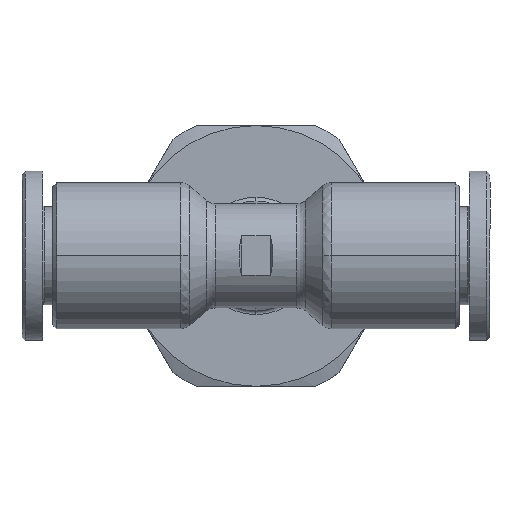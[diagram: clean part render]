
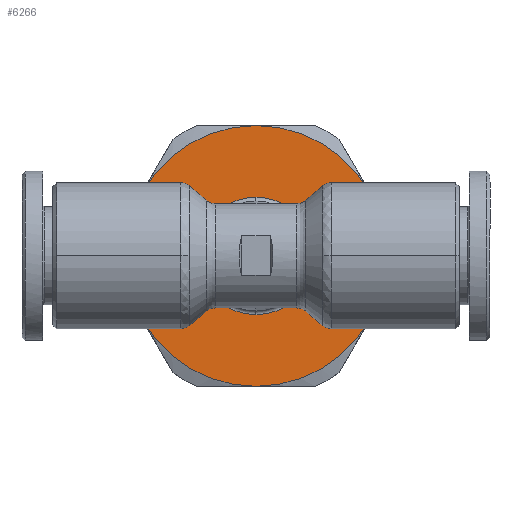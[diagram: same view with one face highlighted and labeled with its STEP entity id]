
A CAD part, top view. The second image highlights one B-rep face of the part: STEP entity #6266.
In plain terms, the highlighted planar face has unit normal (0, 0, 1).
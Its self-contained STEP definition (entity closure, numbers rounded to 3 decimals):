
#112 = VERTEX_POINT ( 'NONE', #19483 ) ;
#736 = EDGE_CURVE ( 'NONE', #11316, #13238, #9821, .T. ) ;
#868 = VERTEX_POINT ( 'NONE', #10995 ) ;
#977 = EDGE_CURVE ( 'NONE', #14797, #5720, #14507, .T. ) ;
#1126 = AXIS2_PLACEMENT_3D ( 'NONE', #8958, #13632, #12173 ) ;
#2109 = DIRECTION ( 'NONE',  ( -1., 0., 0. ) ) ;
#2304 = AXIS2_PLACEMENT_3D ( 'NONE', #9036, #3014, #12126 ) ;
#2395 = CIRCLE ( 'NONE', #16314, 4.501 ) ;
#2559 = CARTESIAN_POINT ( 'NONE',  ( 9.942, -5., -8.116 ) ) ;
#3014 = DIRECTION ( 'NONE',  ( 0., 0., -1. ) ) ;
#3044 = AXIS2_PLACEMENT_3D ( 'NONE', #5613, #11450, #15964 ) ;
#3128 = EDGE_CURVE ( 'NONE', #13238, #15041, #8670, .T. ) ;
#3679 = CARTESIAN_POINT ( 'NONE',  ( 1.282, 0., -8.116 ) ) ;
#3747 = DIRECTION ( 'NONE',  ( 0., 0., 1. ) ) ;
#4064 = DIRECTION ( 'NONE',  ( 0., 1., 0. ) ) ;
#4580 = CIRCLE ( 'NONE', #3044, 10. ) ;
#4617 = CARTESIAN_POINT ( 'NONE',  ( -7.378, 5., -8.116 ) ) ;
#5031 = DIRECTION ( 'NONE',  ( 0., 1., 0. ) ) ;
#5220 = EDGE_CURVE ( 'NONE', #5720, #112, #4580, .T. ) ;
#5613 = CARTESIAN_POINT ( 'NONE',  ( 1.282, 0., -8.116 ) ) ;
#5620 = ORIENTED_EDGE ( 'NONE', *, *, #6271, .F. ) ;
#5720 = VERTEX_POINT ( 'NONE', #2559 ) ;
#6266 = ADVANCED_FACE ( 'NONE', ( #11641, #12791 ), #17338, .F. ) ;
#6271 = EDGE_CURVE ( 'NONE', #12578, #868, #2395, .T. ) ;
#6466 = CARTESIAN_POINT ( 'NONE',  ( 9.942, 5., -8.116 ) ) ;
#6582 = AXIS2_PLACEMENT_3D ( 'NONE', #11428, #18949, #2109 ) ;
#6647 = ORIENTED_EDGE ( 'NONE', *, *, #736, .F. ) ;
#6786 = DIRECTION ( 'NONE',  ( 0., 1., 0. ) ) ;
#7063 = ORIENTED_EDGE ( 'NONE', *, *, #5220, .F. ) ;
#7781 = AXIS2_PLACEMENT_3D ( 'NONE', #14538, #19126, #4064 ) ;
#7911 = ORIENTED_EDGE ( 'NONE', *, *, #3128, .F. ) ;
#8152 = AXIS2_PLACEMENT_3D ( 'NONE', #16024, #17569, #14596 ) ;
#8670 = CIRCLE ( 'NONE', #16931, 10. ) ;
#8958 = CARTESIAN_POINT ( 'NONE',  ( 1.282, 0., -8.116 ) ) ;
#9036 = CARTESIAN_POINT ( 'NONE',  ( 1.282, 0., -8.116 ) ) ;
#9509 = EDGE_LOOP ( 'NONE', ( #5620, #18677 ) ) ;
#9821 = CIRCLE ( 'NONE', #1126, 10. ) ;
#9944 = CIRCLE ( 'NONE', #7781, 10. ) ;
#10236 = EDGE_CURVE ( 'NONE', #112, #11316, #9944, .T. ) ;
#10481 = EDGE_CURVE ( 'NONE', #868, #12578, #19388, .T. ) ;
#10780 = EDGE_LOOP ( 'NONE', ( #6647, #17771, #7063, #16823, #18899, #7911 ) ) ;
#10995 = CARTESIAN_POINT ( 'NONE',  ( 1.282, -4.501, -8.116 ) ) ;
#11316 = VERTEX_POINT ( 'NONE', #12128 ) ;
#11428 = CARTESIAN_POINT ( 'NONE',  ( 1.282, 0., -8.116 ) ) ;
#11450 = DIRECTION ( 'NONE',  ( 0., 0., -1. ) ) ;
#11641 = FACE_BOUND ( 'NONE', #9509, .T. ) ;
#11984 = DIRECTION ( 'NONE',  ( 0., 0., -1. ) ) ;
#11988 = AXIS2_PLACEMENT_3D ( 'NONE', #14072, #13941, #5031 ) ;
#12126 = DIRECTION ( 'NONE',  ( 0., 1., 0. ) ) ;
#12128 = CARTESIAN_POINT ( 'NONE',  ( -7.378, -5., -8.116 ) ) ;
#12173 = DIRECTION ( 'NONE',  ( 0., 1., 0. ) ) ;
#12578 = VERTEX_POINT ( 'NONE', #14749 ) ;
#12791 = FACE_OUTER_BOUND ( 'NONE', #10780, .T. ) ;
#13238 = VERTEX_POINT ( 'NONE', #4617 ) ;
#13632 = DIRECTION ( 'NONE',  ( 0., 0., -1. ) ) ;
#13941 = DIRECTION ( 'NONE',  ( 0., 0., -1. ) ) ;
#14072 = CARTESIAN_POINT ( 'NONE',  ( 1.282, 0., -8.116 ) ) ;
#14507 = CIRCLE ( 'NONE', #11988, 10. ) ;
#14538 = CARTESIAN_POINT ( 'NONE',  ( 1.282, 0., -8.116 ) ) ;
#14596 = DIRECTION ( 'NONE',  ( 0., 1., 0. ) ) ;
#14603 = CIRCLE ( 'NONE', #2304, 10. ) ;
#14749 = CARTESIAN_POINT ( 'NONE',  ( 1.282, 4.501, -8.116 ) ) ;
#14797 = VERTEX_POINT ( 'NONE', #6466 ) ;
#15029 = EDGE_CURVE ( 'NONE', #15041, #14797, #14603, .T. ) ;
#15041 = VERTEX_POINT ( 'NONE', #15068 ) ;
#15068 = CARTESIAN_POINT ( 'NONE',  ( 1.282, 10., -8.116 ) ) ;
#15964 = DIRECTION ( 'NONE',  ( 0., 1., 0. ) ) ;
#16024 = CARTESIAN_POINT ( 'NONE',  ( 1.282, 0., -8.116 ) ) ;
#16029 = DIRECTION ( 'NONE',  ( 0., 1., 0. ) ) ;
#16314 = AXIS2_PLACEMENT_3D ( 'NONE', #3679, #3747, #6786 ) ;
#16823 = ORIENTED_EDGE ( 'NONE', *, *, #977, .F. ) ;
#16931 = AXIS2_PLACEMENT_3D ( 'NONE', #19118, #11984, #16029 ) ;
#17338 = PLANE ( 'NONE',  #6582 ) ;
#17569 = DIRECTION ( 'NONE',  ( 0., 0., 1. ) ) ;
#17771 = ORIENTED_EDGE ( 'NONE', *, *, #10236, .F. ) ;
#18677 = ORIENTED_EDGE ( 'NONE', *, *, #10481, .F. ) ;
#18899 = ORIENTED_EDGE ( 'NONE', *, *, #15029, .F. ) ;
#18949 = DIRECTION ( 'NONE',  ( 0., 0., -1. ) ) ;
#19118 = CARTESIAN_POINT ( 'NONE',  ( 1.282, 0., -8.116 ) ) ;
#19126 = DIRECTION ( 'NONE',  ( 0., 0., -1. ) ) ;
#19388 = CIRCLE ( 'NONE', #8152, 4.501 ) ;
#19483 = CARTESIAN_POINT ( 'NONE',  ( 1.282, -10., -8.116 ) ) ;
